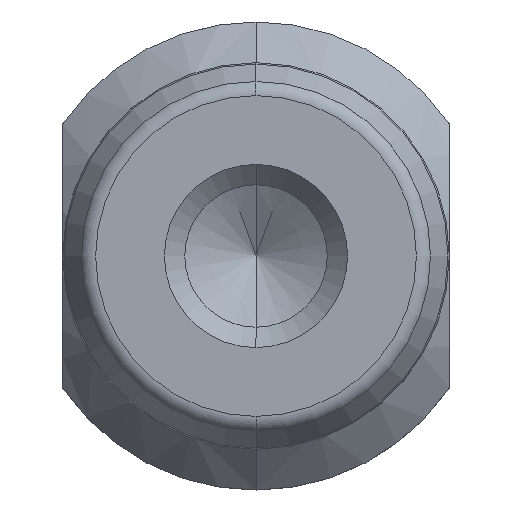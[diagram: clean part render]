
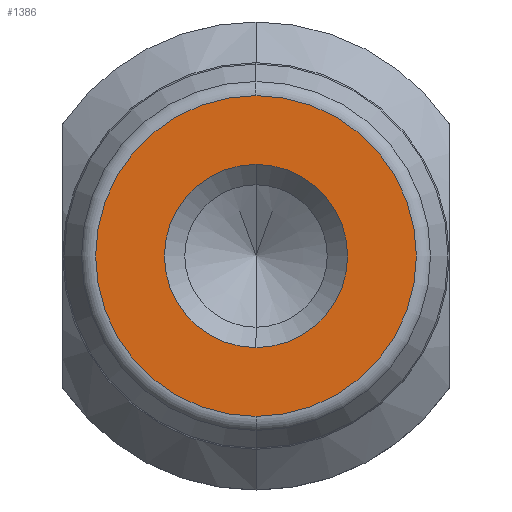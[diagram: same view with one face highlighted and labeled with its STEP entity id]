
A CAD part, left-side view. The second image highlights one B-rep face of the part: STEP entity #1386.
In plain terms, the highlighted planar face has unit normal (-1, 0, 0).
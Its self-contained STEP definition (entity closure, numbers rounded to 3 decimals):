
#38 = DIRECTION ( 'NONE',  ( 0., 0., -1. ) ) ;
#219 = DIRECTION ( 'NONE',  ( 0., 0., -1. ) ) ;
#230 = AXIS2_PLACEMENT_3D ( 'NONE', #4597, #2820, #219 ) ;
#315 = AXIS2_PLACEMENT_3D ( 'NONE', #5150, #2516, #5576 ) ;
#332 = VERTEX_POINT ( 'NONE', #3412 ) ;
#882 = ORIENTED_EDGE ( 'NONE', *, *, #5254, .T. ) ;
#892 = CARTESIAN_POINT ( 'NONE',  ( 0., 0., 7.883 ) ) ;
#1017 = ORIENTED_EDGE ( 'NONE', *, *, #1834, .T. ) ;
#1090 = VERTEX_POINT ( 'NONE', #2389 ) ;
#1195 = CIRCLE ( 'NONE', #2296, 7.883 ) ;
#1364 = VERTEX_POINT ( 'NONE', #4582 ) ;
#1386 = ADVANCED_FACE ( 'NONE', ( #5334, #3156 ), #1924, .F. ) ;
#1479 = DIRECTION ( 'NONE',  ( -1., 0., 0. ) ) ;
#1570 = CIRCLE ( 'NONE', #315, 4.5 ) ;
#1748 = CARTESIAN_POINT ( 'NONE',  ( 0., 0., 0. ) ) ;
#1834 = EDGE_CURVE ( 'NONE', #332, #1090, #4136, .T. ) ;
#1924 = PLANE ( 'NONE',  #230 ) ;
#2046 = EDGE_CURVE ( 'NONE', #1364, #4764, #1195, .T. ) ;
#2182 = DIRECTION ( 'NONE',  ( 0., 0., -1. ) ) ;
#2296 = AXIS2_PLACEMENT_3D ( 'NONE', #4139, #1479, #4574 ) ;
#2389 = CARTESIAN_POINT ( 'NONE',  ( 0., 0., -4.5 ) ) ;
#2397 = AXIS2_PLACEMENT_3D ( 'NONE', #1748, #4842, #2182 ) ;
#2516 = DIRECTION ( 'NONE',  ( 1., 0., 0. ) ) ;
#2646 = DIRECTION ( 'NONE',  ( -1., 0., 0. ) ) ;
#2820 = DIRECTION ( 'NONE',  ( 1., 0., 0. ) ) ;
#3156 = FACE_OUTER_BOUND ( 'NONE', #3688, .T. ) ;
#3412 = CARTESIAN_POINT ( 'NONE',  ( 0., 0., 4.5 ) ) ;
#3433 = EDGE_CURVE ( 'NONE', #4764, #1364, #4568, .T. ) ;
#3558 = ORIENTED_EDGE ( 'NONE', *, *, #3433, .T. ) ;
#3688 = EDGE_LOOP ( 'NONE', ( #4484, #3558 ) ) ;
#3756 = AXIS2_PLACEMENT_3D ( 'NONE', #5278, #2646, #38 ) ;
#4136 = CIRCLE ( 'NONE', #2397, 4.5 ) ;
#4139 = CARTESIAN_POINT ( 'NONE',  ( 0., 0., 0. ) ) ;
#4291 = EDGE_LOOP ( 'NONE', ( #1017, #882 ) ) ;
#4484 = ORIENTED_EDGE ( 'NONE', *, *, #2046, .T. ) ;
#4568 = CIRCLE ( 'NONE', #3756, 7.883 ) ;
#4574 = DIRECTION ( 'NONE',  ( 0., 0., -1. ) ) ;
#4582 = CARTESIAN_POINT ( 'NONE',  ( 0., 0., -7.883 ) ) ;
#4597 = CARTESIAN_POINT ( 'NONE',  ( 0., 0., -8.345 ) ) ;
#4764 = VERTEX_POINT ( 'NONE', #892 ) ;
#4842 = DIRECTION ( 'NONE',  ( 1., 0., 0. ) ) ;
#5150 = CARTESIAN_POINT ( 'NONE',  ( 0., 0., 0. ) ) ;
#5254 = EDGE_CURVE ( 'NONE', #1090, #332, #1570, .T. ) ;
#5278 = CARTESIAN_POINT ( 'NONE',  ( 0., 0., 0. ) ) ;
#5334 = FACE_BOUND ( 'NONE', #4291, .T. ) ;
#5576 = DIRECTION ( 'NONE',  ( 0., 0., -1. ) ) ;
